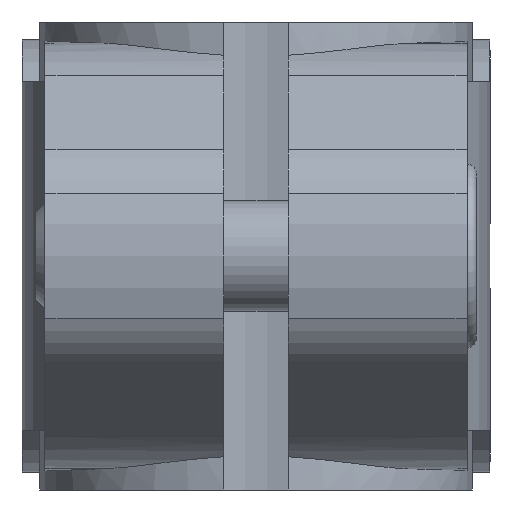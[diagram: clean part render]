
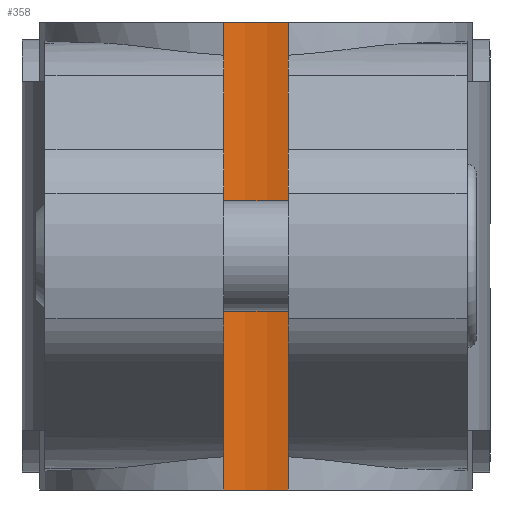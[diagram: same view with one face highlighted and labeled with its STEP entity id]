
A CAD part, left-side view. The second image highlights one B-rep face of the part: STEP entity #358.
In plain terms, the highlighted cylindrical face has radius 7.05 mm (diameter 14.1 mm), a partial arc.
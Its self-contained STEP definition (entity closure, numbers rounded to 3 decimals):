
#358 = ADVANCED_FACE( '', ( #807 ), #808, .F. );
#807 = FACE_OUTER_BOUND( '', #1340, .T. );
#808 = CYLINDRICAL_SURFACE( '', #1341, 7.05 );
#1340 = EDGE_LOOP( '', ( #2409, #2410, #2411, #2412 ) );
#1341 = AXIS2_PLACEMENT_3D( '', #2413, #2414, #2415 );
#2409 = ORIENTED_EDGE( '', *, *, #3513, .T. );
#2410 = ORIENTED_EDGE( '', *, *, #3514, .T. );
#2411 = ORIENTED_EDGE( '', *, *, #3506, .F. );
#2412 = ORIENTED_EDGE( '', *, *, #3255, .T. );
#2413 = CARTESIAN_POINT( '', ( 0., 0., 12.75 ) );
#2414 = DIRECTION( '', ( 0., 0., 1. ) );
#2415 = DIRECTION( '', ( -1., 0., 0. ) );
#3255 = EDGE_CURVE( '', #3960, #3962, #3964, .F. );
#3506 = EDGE_CURVE( '', #3960, #4348, #4349, .T. );
#3513 = EDGE_CURVE( '', #3962, #4358, #4359, .T. );
#3514 = EDGE_CURVE( '', #4358, #4348, #4360, .T. );
#3960 = VERTEX_POINT( '', #4943 );
#3962 = VERTEX_POINT( '', #4946 );
#3964 = LINE( '', #4949, #4950 );
#4348 = VERTEX_POINT( '', #5534 );
#4349 = CIRCLE( '', #5535, 7.05 );
#4358 = VERTEX_POINT( '', #5547 );
#4359 = CIRCLE( '', #5548, 7.05 );
#4360 = LINE( '', #5549, #5550 );
#4943 = CARTESIAN_POINT( '', ( 2.25, -6.681, -12.75 ) );
#4946 = CARTESIAN_POINT( '', ( 2.25, -6.681, 12.75 ) );
#4949 = CARTESIAN_POINT( '', ( 2.25, -6.681, 12.75 ) );
#4950 = VECTOR( '', #6026, 1000. );
#5534 = CARTESIAN_POINT( '', ( 2.25, 6.681, -12.75 ) );
#5535 = AXIS2_PLACEMENT_3D( '', #6323, #6324, #6325 );
#5547 = CARTESIAN_POINT( '', ( 2.25, 6.681, 12.75 ) );
#5548 = AXIS2_PLACEMENT_3D( '', #6335, #6336, #6337 );
#5549 = CARTESIAN_POINT( '', ( 2.25, 6.681, 12.75 ) );
#5550 = VECTOR( '', #6338, 1000. );
#6026 = DIRECTION( '', ( 0., 0., -1. ) );
#6323 = CARTESIAN_POINT( '', ( 0., 0., -12.75 ) );
#6324 = DIRECTION( '', ( 0., 0., 1. ) );
#6325 = DIRECTION( '', ( 1., 0., 0. ) );
#6335 = CARTESIAN_POINT( '', ( 0., 0., 12.75 ) );
#6336 = DIRECTION( '', ( 0., 0., 1. ) );
#6337 = DIRECTION( '', ( 1., 0., 0. ) );
#6338 = DIRECTION( '', ( 0., 0., -1. ) );
